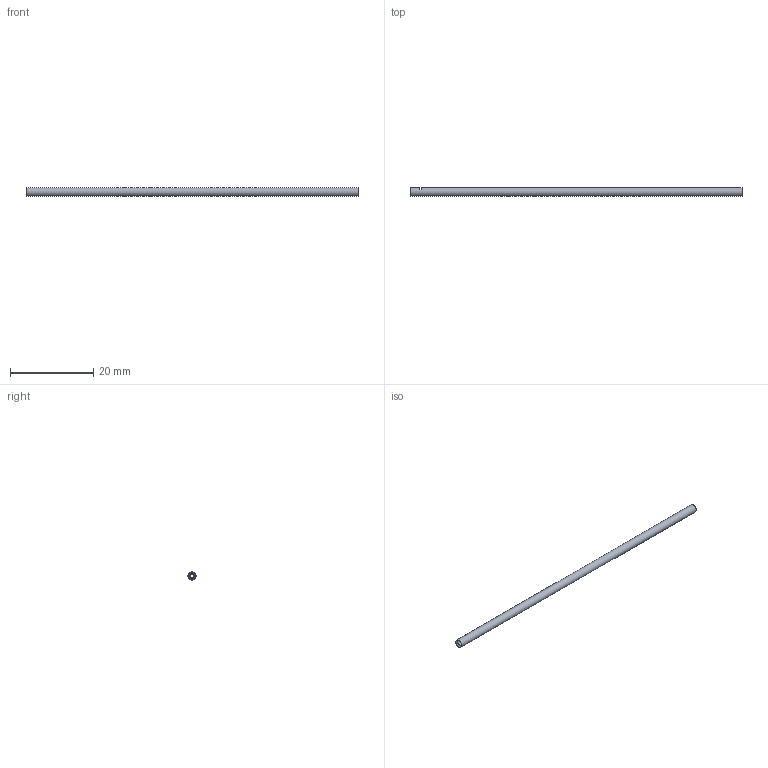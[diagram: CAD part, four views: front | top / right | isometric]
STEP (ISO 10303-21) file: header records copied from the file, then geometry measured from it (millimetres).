
FILE_DESCRIPTION(('STEP AP214'),'1');
FILE_NAME('PIECE A.step','2020-09-05T07:48:09',(' '),(' '),'Spatial InterOp 3D',' ',' ');
FILE_SCHEMA(('automotive_design'));
Length unit declared in the file: millimetre
Products named in the file (1): _118
Bounding box: 80 x 2 x 2 mm (x, y, z)
Volume: 182.2 mm3; surface area: 767.5 mm2
Topology: 1 solids, 1 shells, 10 faces, 22 edges, 14 vertices
Faces by surface type: plane 6, cylinder 3, cone 1
Full cylindrical faces by diameter (mm): 1 x1, 1.5 x1, 2 x1
Entity records: 365 total; most frequent: DIRECTION 50, CARTESIAN_POINT 43, ORIENTED_EDGE 36, AXIS2_PLACEMENT_3D 21, EDGE_LOOP 18, EDGE_CURVE 18, VERTEX_POINT 14, FACE_OUTER_BOUND 13
